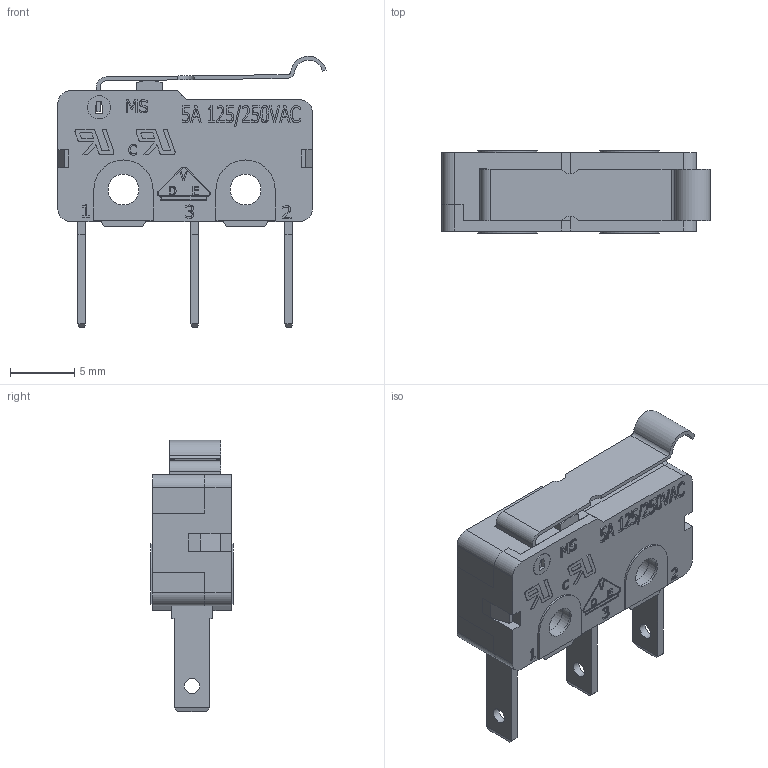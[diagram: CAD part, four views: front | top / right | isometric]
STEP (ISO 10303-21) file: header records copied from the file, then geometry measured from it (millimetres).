
FILE_DESCRIPTION((''),'2;1');
FILE_NAME('MS0850504F035C1A.stp','2011-07-26T14:15:04',('blarson'),(''),'Autodesk Inventor 11','Autodesk Inventor 11','');
FILE_SCHEMA(('AUTOMOTIVE_DESIGN { 1 0 10303 214 1 1 1 1 }'));
Length unit declared in the file: millimetre
Products named in the file (6): Q970009; MS BODY BACK; MS BODY FRONT; MS ACTUATOR 00; MS C1; MS ACTUATOR 04
Assembly tree (7 placements, depth 2):
  Q970009
    MS BODY BACK
    MS BODY FRONT
    MS ACTUATOR 00
    MS C1  x3
    MS ACTUATOR 04
Bounding box: 20.87 x 6.4 x 21.11 mm (x, y, z)
Volume: 830.4 mm3; surface area: 2161.9 mm2
Topology: 7 solids, 7 shells, 869 faces, 2404 edges, 1597 vertices
Faces by surface type: plane 575, bspline 237, cylinder 57
Full cylindrical faces by diameter (mm): 1.2 x3, 1.8 x1, 2.4 x3, 2.5 x1, 3.7 x2
Entity records: 27966 total; most frequent: CARTESIAN_POINT 7808, ORIENTED_EDGE 4648, DIRECTION 3190, EDGE_CURVE 2324, VECTOR 1740, LINE 1740, VERTEX_POINT 1551, EDGE_LOOP 913
